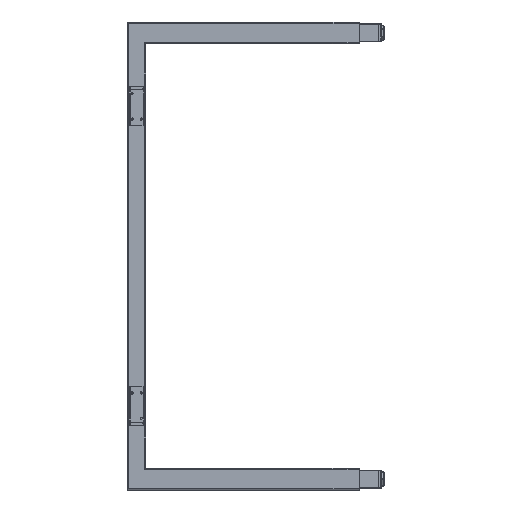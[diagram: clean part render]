
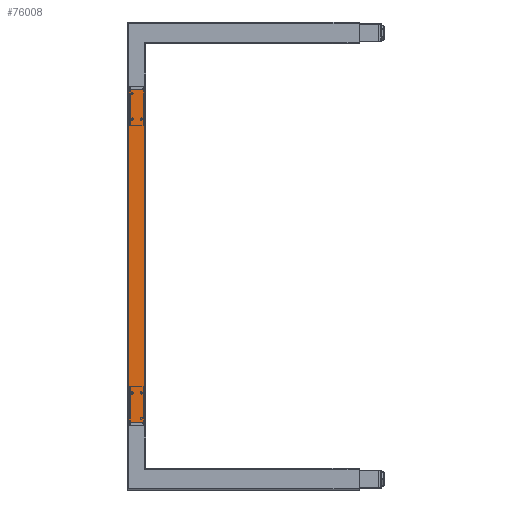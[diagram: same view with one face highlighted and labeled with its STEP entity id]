
A CAD part, left-side view. The second image highlights one B-rep face of the part: STEP entity #76008.
In plain terms, the highlighted planar face has unit normal (-1, 0, 0).
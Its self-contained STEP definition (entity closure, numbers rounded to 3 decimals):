
#3843 = LINE ( 'NONE', #105335, #102180 ) ;
#16557 = LINE ( 'NONE', #49521, #91589 ) ;
#19139 = VECTOR ( 'NONE', #56962, 1000. ) ;
#35409 = ORIENTED_EDGE ( 'NONE', *, *, #92881, .F. ) ;
#44654 = CARTESIAN_POINT ( 'NONE',  ( -1743.5, 704.9, 460. ) ) ;
#48890 = DIRECTION ( 'NONE',  ( 0., -1., 0. ) ) ;
#49521 = CARTESIAN_POINT ( 'NONE',  ( -1743.5, 704.9, 460. ) ) ;
#51728 = CARTESIAN_POINT ( 'NONE',  ( -1743.5, 660.9, 460. ) ) ;
#55925 = VERTEX_POINT ( 'NONE', #118695 ) ;
#56962 = DIRECTION ( 'NONE',  ( 0., 0., -1. ) ) ;
#63403 = CARTESIAN_POINT ( 'NONE',  ( -1743.5, 704.9, -460. ) ) ;
#67267 = CARTESIAN_POINT ( 'NONE',  ( -1743.5, 660.9, 460. ) ) ;
#73472 = DIRECTION ( 'NONE',  ( 1., 0., 0. ) ) ;
#74570 = ORIENTED_EDGE ( 'NONE', *, *, #158432, .F. ) ;
#76008 = ADVANCED_FACE ( 'NONE', ( #94127 ), #135164, .F. ) ;
#82320 = ORIENTED_EDGE ( 'NONE', *, *, #109255, .T. ) ;
#88044 = VERTEX_POINT ( 'NONE', #63403 ) ;
#91589 = VECTOR ( 'NONE', #48890, 1000. ) ;
#92881 = EDGE_CURVE ( 'NONE', #55925, #194314, #16557, .T. ) ;
#94127 = FACE_OUTER_BOUND ( 'NONE', #167558, .T. ) ;
#94245 = EDGE_CURVE ( 'NONE', #88044, #174104, #3843, .T. ) ;
#102180 = VECTOR ( 'NONE', #104026, 1000. ) ;
#104026 = DIRECTION ( 'NONE',  ( 0., -1., 0. ) ) ;
#105335 = CARTESIAN_POINT ( 'NONE',  ( -1743.5, 704.9, -460. ) ) ;
#109255 = EDGE_CURVE ( 'NONE', #55925, #88044, #124726, .T. ) ;
#118695 = CARTESIAN_POINT ( 'NONE',  ( -1743.5, 704.9, 460. ) ) ;
#124726 = LINE ( 'NONE', #161301, #19139 ) ;
#135164 = PLANE ( 'NONE',  #176585 ) ;
#147652 = DIRECTION ( 'NONE',  ( 0., 1., 0. ) ) ;
#158432 = EDGE_CURVE ( 'NONE', #194314, #174104, #183155, .T. ) ;
#158467 = DIRECTION ( 'NONE',  ( 0., 0., -1. ) ) ;
#161301 = CARTESIAN_POINT ( 'NONE',  ( -1743.5, 704.9, 460. ) ) ;
#163587 = CARTESIAN_POINT ( 'NONE',  ( -1743.5, 660.9, -460. ) ) ;
#167558 = EDGE_LOOP ( 'NONE', ( #167737, #74570, #35409, #82320 ) ) ;
#167737 = ORIENTED_EDGE ( 'NONE', *, *, #94245, .T. ) ;
#169122 = VECTOR ( 'NONE', #158467, 1000. ) ;
#174104 = VERTEX_POINT ( 'NONE', #163587 ) ;
#176585 = AXIS2_PLACEMENT_3D ( 'NONE', #44654, #73472, #147652 ) ;
#183155 = LINE ( 'NONE', #67267, #169122 ) ;
#194314 = VERTEX_POINT ( 'NONE', #51728 ) ;
